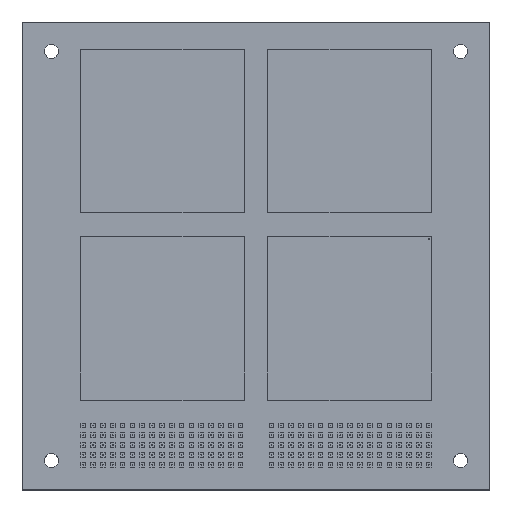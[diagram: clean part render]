
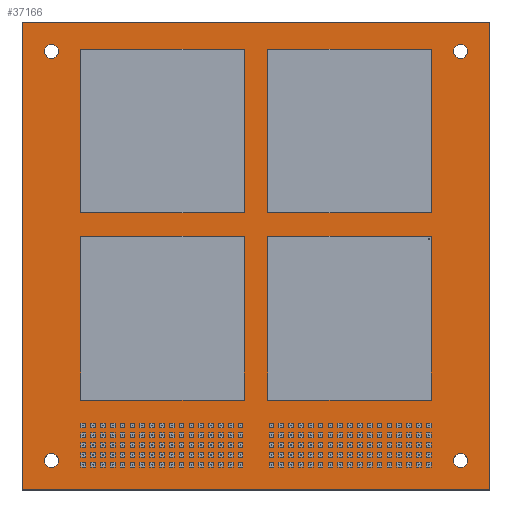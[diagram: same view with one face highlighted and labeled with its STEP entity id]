
A CAD part, top view. The second image highlights one B-rep face of the part: STEP entity #37166.
In plain terms, the highlighted planar face has unit normal (0, 0, 1).
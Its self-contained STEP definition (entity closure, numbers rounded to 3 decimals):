
#37010 = VERTEX_POINT('',#37011);
#37011 = CARTESIAN_POINT('',(200.3,-150.2,1.51));
#37017 = EDGE_CURVE('',#37010,#37018,#37020,.T.);
#37018 = VERTEX_POINT('',#37019);
#37019 = CARTESIAN_POINT('',(100.3,-150.2,1.51));
#37020 = LINE('',#37021,#37022);
#37021 = CARTESIAN_POINT('',(200.3,-150.2,1.51));
#37022 = VECTOR('',#37023,1.);
#37023 = DIRECTION('',(-1.,0.,0.));
#37050 = VERTEX_POINT('',#37051);
#37051 = CARTESIAN_POINT('',(200.3,-50.2,1.51));
#37057 = EDGE_CURVE('',#37050,#37010,#37058,.T.);
#37058 = LINE('',#37059,#37060);
#37059 = CARTESIAN_POINT('',(200.3,-50.2,1.51));
#37060 = VECTOR('',#37061,1.);
#37061 = DIRECTION('',(0.,-1.,0.));
#37079 = EDGE_CURVE('',#37018,#37080,#37082,.T.);
#37080 = VERTEX_POINT('',#37081);
#37081 = CARTESIAN_POINT('',(100.3,-50.2,1.51));
#37082 = LINE('',#37083,#37084);
#37083 = CARTESIAN_POINT('',(100.3,-150.2,1.51));
#37084 = VECTOR('',#37085,1.);
#37085 = DIRECTION('',(0.,1.,0.));
#37166 = ADVANCED_FACE('',(#37167,#37178,#37189,#37200,#37211),#37222,
  .T.);
#37167 = FACE_BOUND('',#37168,.T.);
#37168 = EDGE_LOOP('',(#37169,#37170,#37171,#37177));
#37169 = ORIENTED_EDGE('',*,*,#37017,.F.);
#37170 = ORIENTED_EDGE('',*,*,#37057,.F.);
#37171 = ORIENTED_EDGE('',*,*,#37172,.F.);
#37172 = EDGE_CURVE('',#37080,#37050,#37173,.T.);
#37173 = LINE('',#37174,#37175);
#37174 = CARTESIAN_POINT('',(100.3,-50.2,1.51));
#37175 = VECTOR('',#37176,1.);
#37176 = DIRECTION('',(1.,0.,0.));
#37177 = ORIENTED_EDGE('',*,*,#37079,.F.);
#37178 = FACE_BOUND('',#37179,.T.);
#37179 = EDGE_LOOP('',(#37180));
#37180 = ORIENTED_EDGE('',*,*,#37181,.T.);
#37181 = EDGE_CURVE('',#37182,#37182,#37184,.T.);
#37182 = VERTEX_POINT('',#37183);
#37183 = CARTESIAN_POINT('',(106.6,-145.4,1.51));
#37184 = CIRCLE('',#37185,1.5);
#37185 = AXIS2_PLACEMENT_3D('',#37186,#37187,#37188);
#37186 = CARTESIAN_POINT('',(106.6,-143.9,1.51));
#37187 = DIRECTION('',(-0.,0.,-1.));
#37188 = DIRECTION('',(-0.,-1.,0.));
#37189 = FACE_BOUND('',#37190,.T.);
#37190 = EDGE_LOOP('',(#37191));
#37191 = ORIENTED_EDGE('',*,*,#37192,.T.);
#37192 = EDGE_CURVE('',#37193,#37193,#37195,.T.);
#37193 = VERTEX_POINT('',#37194);
#37194 = CARTESIAN_POINT('',(194.,-145.4,1.51));
#37195 = CIRCLE('',#37196,1.5);
#37196 = AXIS2_PLACEMENT_3D('',#37197,#37198,#37199);
#37197 = CARTESIAN_POINT('',(194.,-143.9,1.51));
#37198 = DIRECTION('',(-0.,0.,-1.));
#37199 = DIRECTION('',(-0.,-1.,0.));
#37200 = FACE_BOUND('',#37201,.T.);
#37201 = EDGE_LOOP('',(#37202));
#37202 = ORIENTED_EDGE('',*,*,#37203,.T.);
#37203 = EDGE_CURVE('',#37204,#37204,#37206,.T.);
#37204 = VERTEX_POINT('',#37205);
#37205 = CARTESIAN_POINT('',(106.6,-58.,1.51));
#37206 = CIRCLE('',#37207,1.5);
#37207 = AXIS2_PLACEMENT_3D('',#37208,#37209,#37210);
#37208 = CARTESIAN_POINT('',(106.6,-56.5,1.51));
#37209 = DIRECTION('',(-0.,0.,-1.));
#37210 = DIRECTION('',(-0.,-1.,0.));
#37211 = FACE_BOUND('',#37212,.T.);
#37212 = EDGE_LOOP('',(#37213));
#37213 = ORIENTED_EDGE('',*,*,#37214,.T.);
#37214 = EDGE_CURVE('',#37215,#37215,#37217,.T.);
#37215 = VERTEX_POINT('',#37216);
#37216 = CARTESIAN_POINT('',(194.,-58.,1.51));
#37217 = CIRCLE('',#37218,1.5);
#37218 = AXIS2_PLACEMENT_3D('',#37219,#37220,#37221);
#37219 = CARTESIAN_POINT('',(194.,-56.5,1.51));
#37220 = DIRECTION('',(-0.,0.,-1.));
#37221 = DIRECTION('',(-0.,-1.,0.));
#37222 = PLANE('',#37223);
#37223 = AXIS2_PLACEMENT_3D('',#37224,#37225,#37226);
#37224 = CARTESIAN_POINT('',(0.,0.,1.51));
#37225 = DIRECTION('',(0.,0.,1.));
#37226 = DIRECTION('',(1.,0.,-0.));
